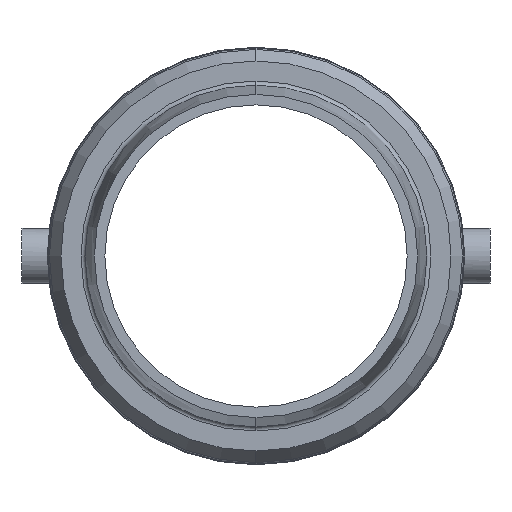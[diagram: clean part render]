
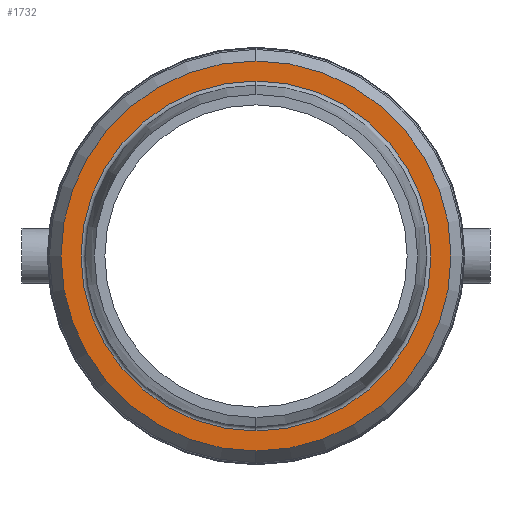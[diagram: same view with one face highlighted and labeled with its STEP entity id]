
A CAD part, left-side view. The second image highlights one B-rep face of the part: STEP entity #1732.
In plain terms, the highlighted planar face has unit normal (-1, 0, 0).
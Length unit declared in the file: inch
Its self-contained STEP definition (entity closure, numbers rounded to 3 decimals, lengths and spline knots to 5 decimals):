
#56 = DIRECTION ( 'NONE',  ( 0., 0., 1. ) ) ;
#85 = CARTESIAN_POINT ( 'NONE',  ( -1.33, 0., 0.7 ) ) ;
#97 = AXIS2_PLACEMENT_3D ( 'NONE', #1125, #590, #1912 ) ;
#115 = ORIENTED_EDGE ( 'NONE', *, *, #1749, .T. ) ;
#226 = CARTESIAN_POINT ( 'NONE',  ( -1.33, 0., 0.62818 ) ) ;
#291 = VERTEX_POINT ( 'NONE', #858 ) ;
#366 = CARTESIAN_POINT ( 'NONE',  ( -1.33, 0., -0.7 ) ) ;
#417 = CARTESIAN_POINT ( 'NONE',  ( -1.33, 0., 0. ) ) ;
#438 = DIRECTION ( 'NONE',  ( 0., 0., 1. ) ) ;
#464 = FACE_OUTER_BOUND ( 'NONE', #2143, .T. ) ;
#565 = CIRCLE ( 'NONE', #703, 0.62818 ) ;
#590 = DIRECTION ( 'NONE',  ( 1., 0., 0. ) ) ;
#605 = DIRECTION ( 'NONE',  ( 0., 0., -1. ) ) ;
#626 = EDGE_CURVE ( 'NONE', #1217, #291, #565, .T. ) ;
#683 = AXIS2_PLACEMENT_3D ( 'NONE', #1089, #1247, #438 ) ;
#687 = DIRECTION ( 'NONE',  ( -1., 0., 0. ) ) ;
#703 = AXIS2_PLACEMENT_3D ( 'NONE', #792, #1271, #806 ) ;
#792 = CARTESIAN_POINT ( 'NONE',  ( -1.33, 0., 0. ) ) ;
#806 = DIRECTION ( 'NONE',  ( 0., 0., -1. ) ) ;
#807 = ORIENTED_EDGE ( 'NONE', *, *, #1211, .T. ) ;
#858 = CARTESIAN_POINT ( 'NONE',  ( -1.33, 0., -0.62818 ) ) ;
#870 = ORIENTED_EDGE ( 'NONE', *, *, #626, .T. ) ;
#890 = VERTEX_POINT ( 'NONE', #366 ) ;
#1023 = EDGE_CURVE ( 'NONE', #291, #1217, #1984, .T. ) ;
#1049 = CIRCLE ( 'NONE', #1329, 0.7 ) ;
#1081 = CARTESIAN_POINT ( 'NONE',  ( -1.33, 0., 0. ) ) ;
#1089 = CARTESIAN_POINT ( 'NONE',  ( -1.33, 0., 0. ) ) ;
#1125 = CARTESIAN_POINT ( 'NONE',  ( -1.33, 0.615, 0. ) ) ;
#1159 = AXIS2_PLACEMENT_3D ( 'NONE', #1081, #1733, #605 ) ;
#1211 = EDGE_CURVE ( 'NONE', #1304, #890, #1049, .T. ) ;
#1217 = VERTEX_POINT ( 'NONE', #226 ) ;
#1247 = DIRECTION ( 'NONE',  ( -1., 0., 0. ) ) ;
#1271 = DIRECTION ( 'NONE',  ( 1., 0., 0. ) ) ;
#1300 = ORIENTED_EDGE ( 'NONE', *, *, #1023, .T. ) ;
#1304 = VERTEX_POINT ( 'NONE', #85 ) ;
#1329 = AXIS2_PLACEMENT_3D ( 'NONE', #417, #687, #56 ) ;
#1331 = CIRCLE ( 'NONE', #683, 0.7 ) ;
#1732 = ADVANCED_FACE ( 'NONE', ( #1937, #464 ), #2066, .F. ) ;
#1733 = DIRECTION ( 'NONE',  ( 1., 0., 0. ) ) ;
#1749 = EDGE_CURVE ( 'NONE', #890, #1304, #1331, .T. ) ;
#1803 = EDGE_LOOP ( 'NONE', ( #1300, #870 ) ) ;
#1912 = DIRECTION ( 'NONE',  ( 0., 0., -1. ) ) ;
#1937 = FACE_BOUND ( 'NONE', #1803, .T. ) ;
#1984 = CIRCLE ( 'NONE', #1159, 0.62818 ) ;
#2066 = PLANE ( 'NONE',  #97 ) ;
#2143 = EDGE_LOOP ( 'NONE', ( #115, #807 ) ) ;
